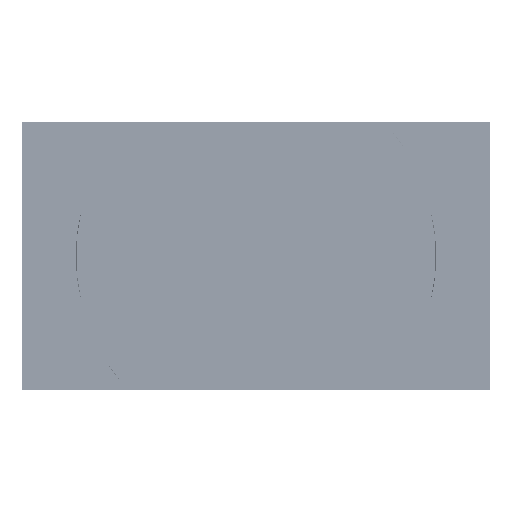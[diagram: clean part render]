
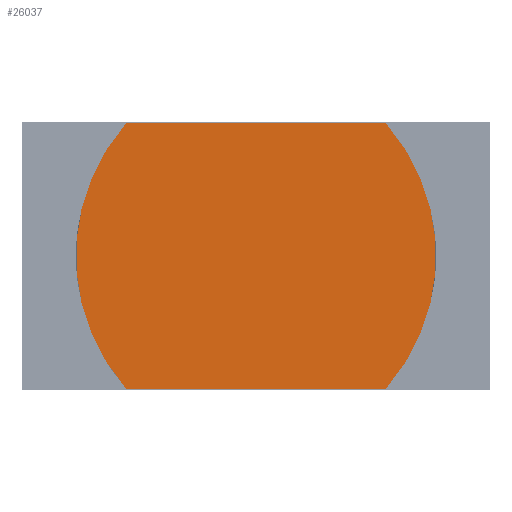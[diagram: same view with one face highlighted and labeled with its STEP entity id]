
A CAD part, front view. The second image highlights one B-rep face of the part: STEP entity #26037.
In plain terms, the highlighted face is planar.
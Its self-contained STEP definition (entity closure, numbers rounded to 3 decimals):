
#1353=PLANE('',#28258);
#1654=FACE_OUTER_BOUND('',#3531,.T.);
#3531=EDGE_LOOP('',(#17324,#17325,#17326,#17327,#17328,#17329,#17330,#17331));
#5458=CIRCLE('',#28244,0.24);
#5460=CIRCLE('',#28247,8.982);
#5464=CIRCLE('',#28252,0.24);
#5468=CIRCLE('',#28259,0.24);
#5469=CIRCLE('',#28260,8.982);
#5470=CIRCLE('',#28261,0.24);
#8034=LINE('',#43441,#9425);
#8046=LINE('',#43488,#9437);
#9425=VECTOR('',#32937,10.);
#9437=VECTOR('',#32983,10.);
#10843=VERTEX_POINT('',#43370);
#10848=VERTEX_POINT('',#43439);
#10850=VERTEX_POINT('',#43444);
#10851=VERTEX_POINT('',#43449);
#10858=VERTEX_POINT('',#43464);
#10866=VERTEX_POINT('',#43487);
#10867=VERTEX_POINT('',#43489);
#10868=VERTEX_POINT('',#43491);
#13126=EDGE_CURVE('',#10843,#10848,#8034,.F.);
#13129=EDGE_CURVE('',#10850,#10843,#5458,.T.);
#13132=EDGE_CURVE('',#10851,#10850,#5460,.T.);
#13139=EDGE_CURVE('',#10858,#10851,#5464,.T.);
#13149=EDGE_CURVE('',#10866,#10858,#8046,.F.);
#13150=EDGE_CURVE('',#10848,#10867,#5468,.T.);
#13151=EDGE_CURVE('',#10868,#10867,#5469,.F.);
#13152=EDGE_CURVE('',#10868,#10866,#5470,.T.);
#17324=ORIENTED_EDGE('',*,*,#13149,.T.);
#17325=ORIENTED_EDGE('',*,*,#13139,.T.);
#17326=ORIENTED_EDGE('',*,*,#13132,.T.);
#17327=ORIENTED_EDGE('',*,*,#13129,.T.);
#17328=ORIENTED_EDGE('',*,*,#13126,.T.);
#17329=ORIENTED_EDGE('',*,*,#13150,.T.);
#17330=ORIENTED_EDGE('',*,*,#13151,.F.);
#17331=ORIENTED_EDGE('',*,*,#13152,.T.);
#26037=ADVANCED_FACE('',(#1654),#1353,.T.);
#28244=AXIS2_PLACEMENT_3D('',#43447,#32943,#32944);
#28247=AXIS2_PLACEMENT_3D('',#43453,#32950,#32951);
#28252=AXIS2_PLACEMENT_3D('',#43467,#32963,#32964);
#28258=AXIS2_PLACEMENT_3D('',#43486,#32981,#32982);
#28259=AXIS2_PLACEMENT_3D('',#43490,#32984,#32985);
#28260=AXIS2_PLACEMENT_3D('',#43492,#32986,#32987);
#28261=AXIS2_PLACEMENT_3D('',#43493,#32988,#32989);
#32937=DIRECTION('',(0.,1.,0.));
#32943=DIRECTION('center_axis',(1.,0.,0.));
#32944=DIRECTION('ref_axis',(0.,0.,1.));
#32950=DIRECTION('center_axis',(1.,0.,0.));
#32951=DIRECTION('ref_axis',(0.,0.,1.));
#32963=DIRECTION('center_axis',(1.,0.,0.));
#32964=DIRECTION('ref_axis',(0.,0.,1.));
#32981=DIRECTION('center_axis',(1.,0.,0.));
#32982=DIRECTION('ref_axis',(0.,0.,-1.));
#32983=DIRECTION('',(0.,-1.,0.));
#32984=DIRECTION('center_axis',(1.,0.,0.));
#32985=DIRECTION('ref_axis',(0.,0.,1.));
#32986=DIRECTION('center_axis',(1.,0.,0.));
#32987=DIRECTION('ref_axis',(0.,0.,1.));
#32988=DIRECTION('center_axis',(1.,0.,0.));
#32989=DIRECTION('ref_axis',(0.,0.,1.));
#43370=CARTESIAN_POINT('',(47.78,5.351,5.723));
#43439=CARTESIAN_POINT('',(47.78,-6.031,5.723));
#43441=CARTESIAN_POINT('',(47.78,3.011,5.723));
#43444=CARTESIAN_POINT('',(47.78,5.532,5.641));
#43447=CARTESIAN_POINT('Origin',(47.78,5.351,5.483));
#43449=CARTESIAN_POINT('',(47.78,5.532,-6.155));
#43453=CARTESIAN_POINT('Origin',(47.78,-1.242,-0.257));
#43464=CARTESIAN_POINT('',(47.78,5.351,-6.237));
#43467=CARTESIAN_POINT('Origin',(47.78,5.351,-5.997));
#43486=CARTESIAN_POINT('Origin',(47.78,0.562,-0.257));
#43487=CARTESIAN_POINT('',(47.78,-6.031,-6.237));
#43488=CARTESIAN_POINT('',(47.78,-2.789,-6.237));
#43489=CARTESIAN_POINT('',(47.78,-6.212,5.641));
#43490=CARTESIAN_POINT('Origin',(47.78,-6.031,5.483));
#43491=CARTESIAN_POINT('',(47.78,-6.212,-6.155));
#43492=CARTESIAN_POINT('Origin',(47.78,0.562,-0.257));
#43493=CARTESIAN_POINT('Origin',(47.78,-6.031,-5.997));
